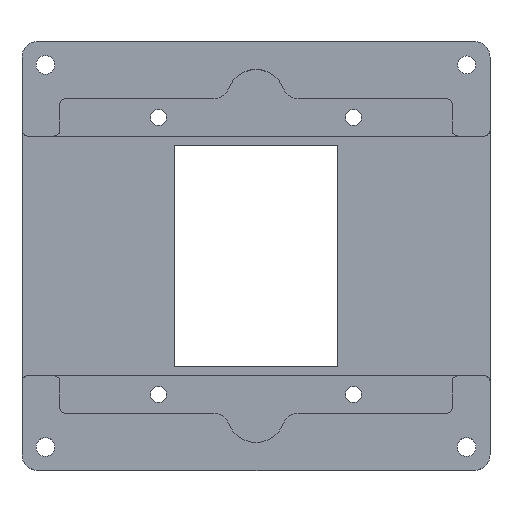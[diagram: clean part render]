
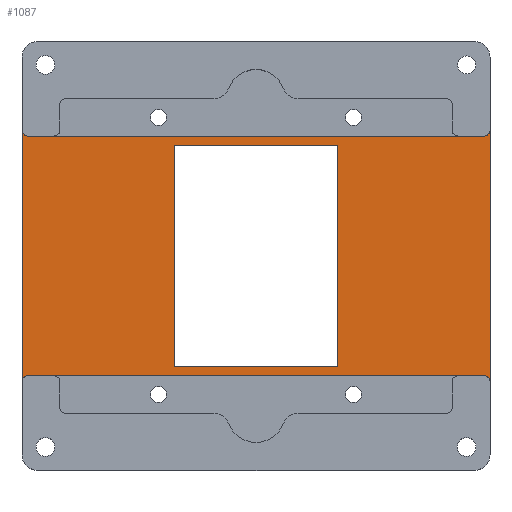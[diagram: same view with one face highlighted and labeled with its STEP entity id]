
A CAD part, top view. The second image highlights one B-rep face of the part: STEP entity #1087.
In plain terms, the highlighted planar face has unit normal (0, 0, 1).
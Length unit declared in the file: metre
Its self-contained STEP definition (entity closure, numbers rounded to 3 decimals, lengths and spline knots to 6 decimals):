
#72=LINE('',#1696,#168);
#78=LINE('',#1707,#174);
#80=LINE('',#1711,#176);
#89=LINE('',#1729,#185);
#92=LINE('',#1735,#188);
#95=LINE('',#1741,#191);
#97=LINE('',#1744,#193);
#108=LINE('',#1789,#204);
#168=VECTOR('',#1345,1.);
#174=VECTOR('',#1353,1.);
#176=VECTOR('',#1357,1.);
#185=VECTOR('',#1368,1.);
#188=VECTOR('',#1373,1.);
#191=VECTOR('',#1378,1.);
#193=VECTOR('',#1382,1.);
#204=VECTOR('',#1423,1.);
#362=ORIENTED_EDGE('',*,*,#622,.T.);
#363=ORIENTED_EDGE('',*,*,#625,.T.);
#364=ORIENTED_EDGE('',*,*,#627,.F.);
#365=ORIENTED_EDGE('',*,*,#619,.F.);
#366=ORIENTED_EDGE('',*,*,#602,.F.);
#367=ORIENTED_EDGE('',*,*,#656,.T.);
#368=ORIENTED_EDGE('',*,*,#650,.T.);
#369=ORIENTED_EDGE('',*,*,#657,.T.);
#370=ORIENTED_EDGE('',*,*,#608,.T.);
#371=ORIENTED_EDGE('',*,*,#658,.T.);
#372=ORIENTED_EDGE('',*,*,#610,.F.);
#373=ORIENTED_EDGE('',*,*,#659,.T.);
#602=EDGE_CURVE('',#756,#757,#72,.T.);
#608=EDGE_CURVE('',#761,#760,#78,.T.);
#610=EDGE_CURVE('',#762,#763,#80,.T.);
#619=EDGE_CURVE('',#769,#766,#89,.T.);
#622=EDGE_CURVE('',#769,#771,#92,.T.);
#625=EDGE_CURVE('',#771,#773,#95,.T.);
#627=EDGE_CURVE('',#766,#773,#97,.T.);
#650=EDGE_CURVE('',#793,#792,#108,.T.);
#656=EDGE_CURVE('',#756,#793,#856,.F.);
#657=EDGE_CURVE('',#792,#761,#857,.F.);
#658=EDGE_CURVE('',#760,#763,#858,.F.);
#659=EDGE_CURVE('',#762,#757,#859,.F.);
#756=VERTEX_POINT('',#1695);
#757=VERTEX_POINT('',#1697);
#760=VERTEX_POINT('',#1706);
#761=VERTEX_POINT('',#1708);
#762=VERTEX_POINT('',#1712);
#763=VERTEX_POINT('',#1713);
#766=VERTEX_POINT('',#1723);
#769=VERTEX_POINT('',#1728);
#771=VERTEX_POINT('',#1734);
#773=VERTEX_POINT('',#1740);
#792=VERTEX_POINT('',#1788);
#793=VERTEX_POINT('',#1790);
#856=CIRCLE('',#1197,0.0015);
#857=CIRCLE('',#1198,0.0015);
#858=CIRCLE('',#1199,0.0015);
#859=CIRCLE('',#1200,0.0015);
#904=EDGE_LOOP('',(#362,#363,#364,#365));
#905=EDGE_LOOP('',(#366,#367,#368,#369,#370,#371,#372,#373));
#988=FACE_BOUND('',#904,.T.);
#989=FACE_BOUND('',#905,.T.);
#1059=PLANE('',#1196);
#1087=ADVANCED_FACE('',(#988,#989),#1059,.T.);
#1196=AXIS2_PLACEMENT_3D('',#1797,#1431,#1432);
#1197=AXIS2_PLACEMENT_3D('',#1798,#1433,#1434);
#1198=AXIS2_PLACEMENT_3D('',#1799,#1435,#1436);
#1199=AXIS2_PLACEMENT_3D('',#1800,#1437,#1438);
#1200=AXIS2_PLACEMENT_3D('',#1801,#1439,#1440);
#1345=DIRECTION('',(1.,0.,0.));
#1353=DIRECTION('',(1.,0.,0.));
#1357=DIRECTION('',(0.,-1.,0.));
#1368=DIRECTION('',(1.,0.,0.));
#1373=DIRECTION('',(0.,1.,0.));
#1378=DIRECTION('',(1.,0.,0.));
#1382=DIRECTION('',(0.,1.,0.));
#1423=DIRECTION('',(0.,-1.,0.));
#1431=DIRECTION('',(0.,0.,1.));
#1432=DIRECTION('',(1.,0.,0.));
#1433=DIRECTION('',(0.,0.,1.));
#1434=DIRECTION('',(1.,0.,0.));
#1435=DIRECTION('',(0.,0.,1.));
#1436=DIRECTION('',(1.,0.,0.));
#1437=DIRECTION('',(0.,0.,1.));
#1438=DIRECTION('',(1.,0.,0.));
#1439=DIRECTION('',(0.,0.,1.));
#1440=DIRECTION('',(1.,0.,0.));
#1695=CARTESIAN_POINT('',(-0.0585,0.03075,0.00284));
#1696=CARTESIAN_POINT('',(0.,0.03075,0.00284));
#1697=CARTESIAN_POINT('',(0.0585,0.03075,0.00284));
#1706=CARTESIAN_POINT('',(0.0585,-0.03075,0.00284));
#1707=CARTESIAN_POINT('',(0.,-0.03075,0.00284));
#1708=CARTESIAN_POINT('',(-0.0585,-0.03075,0.00284));
#1711=CARTESIAN_POINT('',(0.06,0.,0.00284));
#1712=CARTESIAN_POINT('',(0.06,0.03225,0.00284));
#1713=CARTESIAN_POINT('',(0.06,-0.03225,0.00284));
#1723=CARTESIAN_POINT('',(0.021,-0.02825,0.00284));
#1728=CARTESIAN_POINT('',(-0.021,-0.02825,0.00284));
#1729=CARTESIAN_POINT('',(0.,-0.02825,0.00284));
#1734=CARTESIAN_POINT('',(-0.021,0.02825,0.00284));
#1735=CARTESIAN_POINT('',(-0.021,0.,0.00284));
#1740=CARTESIAN_POINT('',(0.021,0.02825,0.00284));
#1741=CARTESIAN_POINT('',(0.,0.02825,0.00284));
#1744=CARTESIAN_POINT('',(0.021,0.,0.00284));
#1788=CARTESIAN_POINT('',(-0.06,-0.03225,0.00284));
#1789=CARTESIAN_POINT('',(-0.06,0.,0.00284));
#1790=CARTESIAN_POINT('',(-0.06,0.03225,0.00284));
#1797=CARTESIAN_POINT('',(0.,0.,0.00284));
#1798=CARTESIAN_POINT('',(-0.0585,0.03225,0.00284));
#1799=CARTESIAN_POINT('',(-0.0585,-0.03225,0.00284));
#1800=CARTESIAN_POINT('',(0.0585,-0.03225,0.00284));
#1801=CARTESIAN_POINT('',(0.0585,0.03225,0.00284));
